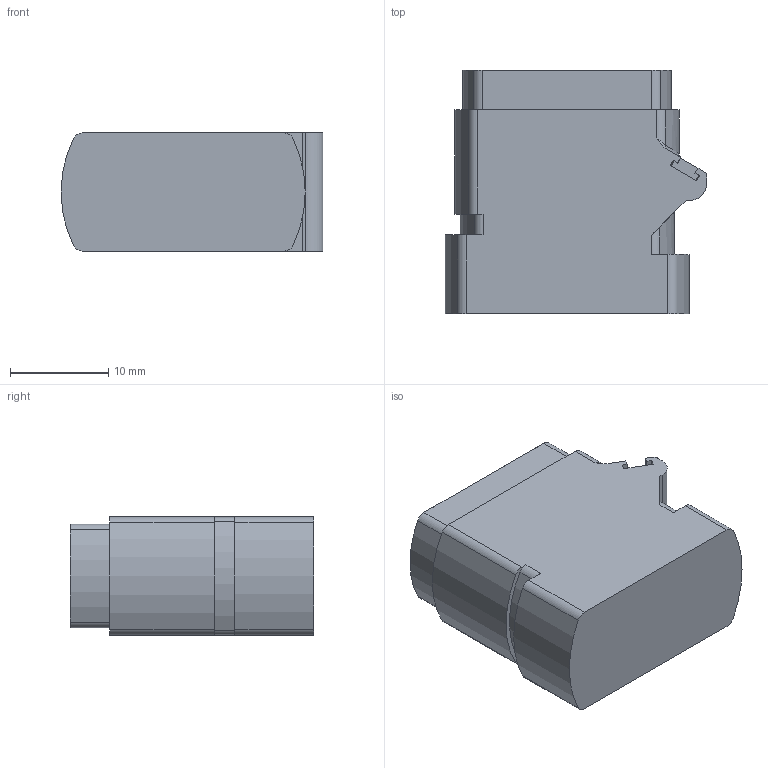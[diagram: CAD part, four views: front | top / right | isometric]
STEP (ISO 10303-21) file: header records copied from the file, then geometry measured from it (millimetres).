
FILE_DESCRIPTION((''),'2;1');
FILE_NAME('00111530502','2020-02-10T',('presta_be4'),(''),'CREO PARAMETRIC BY PTC INC, 2018360','CREO PARAMETRIC BY PTC INC, 2018360','');
FILE_SCHEMA(('CONFIG_CONTROL_DESIGN'));
Products named in the file (1): 00111530502
Bounding box: 26.6 x 24.71 x 12 mm (x, y, z)
Volume: 4967.6 mm3; surface area: 7237.4 mm2
Topology: 1 solids, 1 shells, 1592 faces, 4151 edges, 2606 vertices
Faces by surface type: plane 747, cylinder 360, torus 240, cone 160, bspline 85
Entity records: 57957 total; most frequent: CARTESIAN_POINT 18709, DIRECTION 8324, ORIENTED_EDGE 8270, EDGE_CURVE 4135, AXIS2_PLACEMENT_3D 3145, VERTEX_POINT 2606, VECTOR 2034, LINE 2034
